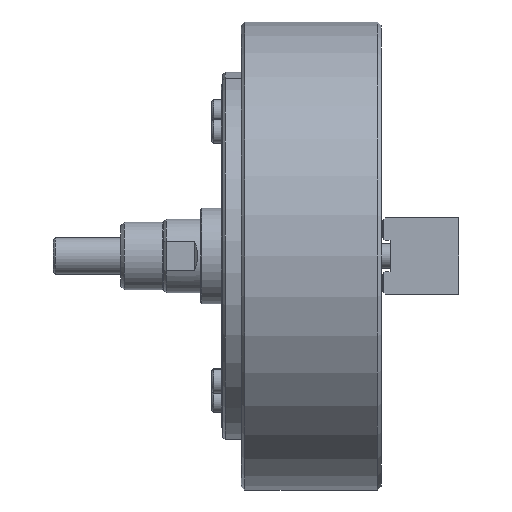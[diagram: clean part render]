
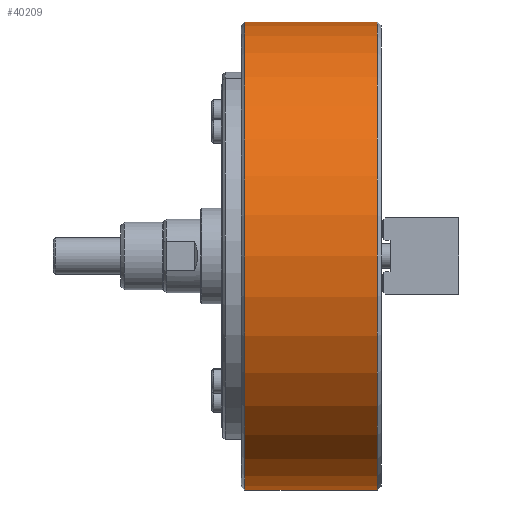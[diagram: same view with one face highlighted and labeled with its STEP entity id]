
A CAD part, front view. The second image highlights one B-rep face of the part: STEP entity #40209.
In plain terms, the highlighted cylindrical face has radius 190.5 mm (diameter 381 mm), a partial arc.
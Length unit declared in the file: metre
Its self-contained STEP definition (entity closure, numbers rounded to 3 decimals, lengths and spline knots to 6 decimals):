
#265 = LINE ( 'NONE', #41541, #25951 ) ;
#585 = CARTESIAN_POINT ( 'NONE',  ( 0.111, 0., -0.1905 ) ) ;
#740 = CARTESIAN_POINT ( 'NONE',  ( 0.003, 0., 0. ) ) ;
#1201 = ORIENTED_EDGE ( 'NONE', *, *, #7543, .T. ) ;
#2899 = DIRECTION ( 'NONE',  ( 0., 0., 1. ) ) ;
#3106 = DIRECTION ( 'NONE',  ( -1., 0., 0. ) ) ;
#4127 = EDGE_CURVE ( 'NONE', #15473, #23020, #265, .T. ) ;
#4303 = DIRECTION ( 'NONE',  ( 0., 0., -1. ) ) ;
#6007 = CARTESIAN_POINT ( 'NONE',  ( 0., 0., 0. ) ) ;
#7498 = VERTEX_POINT ( 'NONE', #24853 ) ;
#7543 = EDGE_CURVE ( 'NONE', #7498, #23020, #31656, .T. ) ;
#8517 = CIRCLE ( 'NONE', #15884, 0.1905 ) ;
#9969 = CARTESIAN_POINT ( 'NONE',  ( 0., 0., 0.1905 ) ) ;
#12438 = LINE ( 'NONE', #9969, #36927 ) ;
#15473 = VERTEX_POINT ( 'NONE', #585 ) ;
#15884 = AXIS2_PLACEMENT_3D ( 'NONE', #44674, #23789, #2899 ) ;
#16908 = EDGE_CURVE ( 'NONE', #15473, #44101, #8517, .T. ) ;
#17128 = CYLINDRICAL_SURFACE ( 'NONE', #40686, 0.1905 ) ;
#17742 = EDGE_LOOP ( 'NONE', ( #43664, #41777, #40078, #1201 ) ) ;
#23020 = VERTEX_POINT ( 'NONE', #31805 ) ;
#23478 = EDGE_CURVE ( 'NONE', #44101, #7498, #12438, .T. ) ;
#23789 = DIRECTION ( 'NONE',  ( -1., 0., 0. ) ) ;
#24853 = CARTESIAN_POINT ( 'NONE',  ( 0.003, 0., 0.1905 ) ) ;
#25163 = DIRECTION ( 'NONE',  ( 1., 0., 0. ) ) ;
#25951 = VECTOR ( 'NONE', #31328, 1. ) ;
#26354 = FACE_OUTER_BOUND ( 'NONE', #17742, .T. ) ;
#30545 = CARTESIAN_POINT ( 'NONE',  ( 0.111, 0., 0.1905 ) ) ;
#31328 = DIRECTION ( 'NONE',  ( -1., 0., 0. ) ) ;
#31656 = CIRCLE ( 'NONE', #34995, 0.1905 ) ;
#31805 = CARTESIAN_POINT ( 'NONE',  ( 0.003, 0., -0.1905 ) ) ;
#33865 = DIRECTION ( 'NONE',  ( -1., 0., 0. ) ) ;
#34995 = AXIS2_PLACEMENT_3D ( 'NONE', #740, #25163, #4303 ) ;
#36927 = VECTOR ( 'NONE', #3106, 1. ) ;
#37352 = DIRECTION ( 'NONE',  ( 0., 0., 1. ) ) ;
#40078 = ORIENTED_EDGE ( 'NONE', *, *, #23478, .T. ) ;
#40209 = ADVANCED_FACE ( 'NONE', ( #26354 ), #17128, .T. ) ;
#40686 = AXIS2_PLACEMENT_3D ( 'NONE', #6007, #33865, #37352 ) ;
#41541 = CARTESIAN_POINT ( 'NONE',  ( 0., 0., -0.1905 ) ) ;
#41777 = ORIENTED_EDGE ( 'NONE', *, *, #16908, .T. ) ;
#43664 = ORIENTED_EDGE ( 'NONE', *, *, #4127, .F. ) ;
#44101 = VERTEX_POINT ( 'NONE', #30545 ) ;
#44674 = CARTESIAN_POINT ( 'NONE',  ( 0.111, 0., 0. ) ) ;
